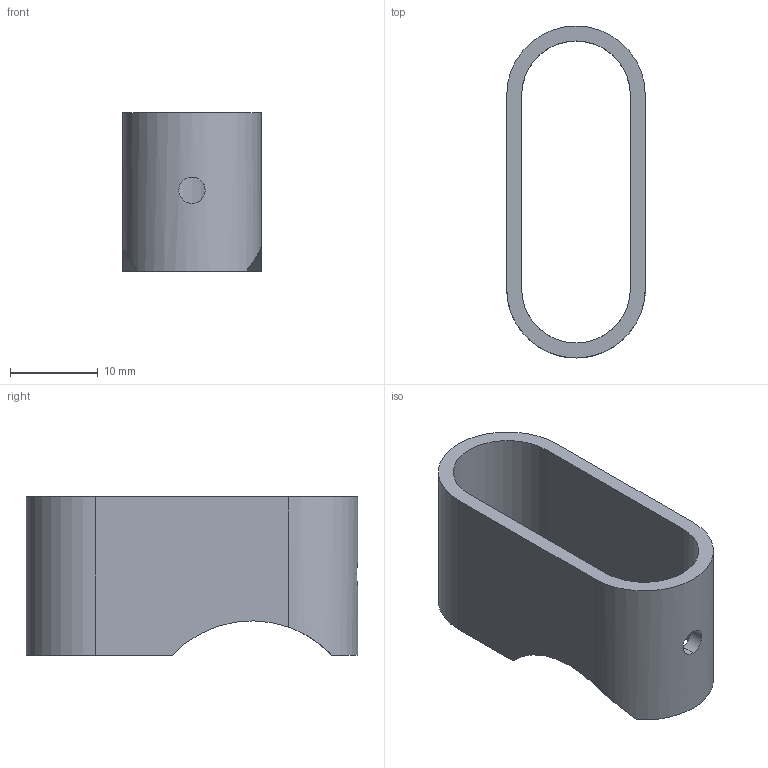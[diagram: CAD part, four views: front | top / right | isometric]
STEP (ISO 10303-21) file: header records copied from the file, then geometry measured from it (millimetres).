
FILE_DESCRIPTION (( 'STEP AP203' ), '1' );
FILE_NAME ('SUPPORT V3.STEP', '2022-05-17T09:53:11', ( '' ), ( '' ), 'SwSTEP 2.0', 'SolidWorks 2020', '' );
FILE_SCHEMA (( 'CONFIG_CONTROL_DESIGN' ));
Length unit declared in the file: millimetre
Products named in the file (1): SUPPORT V3
Bounding box: 15.8 x 37.8 x 18 mm (x, y, z)
Volume: 2520.5 mm3; surface area: 3291.4 mm2
Topology: 1 solids, 1 shells, 15 faces, 42 edges, 28 vertices
Faces by surface type: cylinder 8, plane 7
Entity records: 693 total; most frequent: CARTESIAN_POINT 222, ORIENTED_EDGE 84, DIRECTION 78, EDGE_CURVE 42, AXIS2_PLACEMENT_3D 28, VERTEX_POINT 28, LINE 22, VECTOR 22
